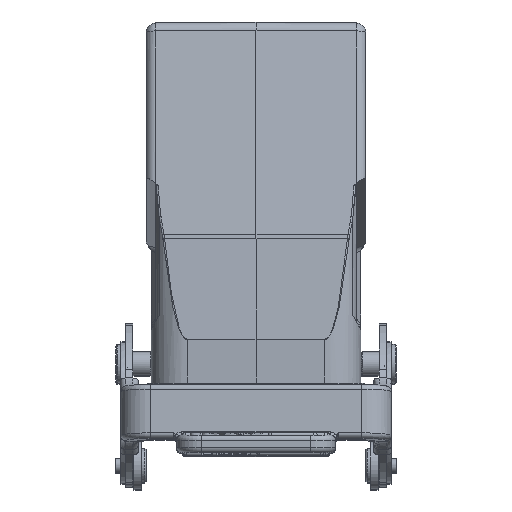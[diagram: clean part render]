
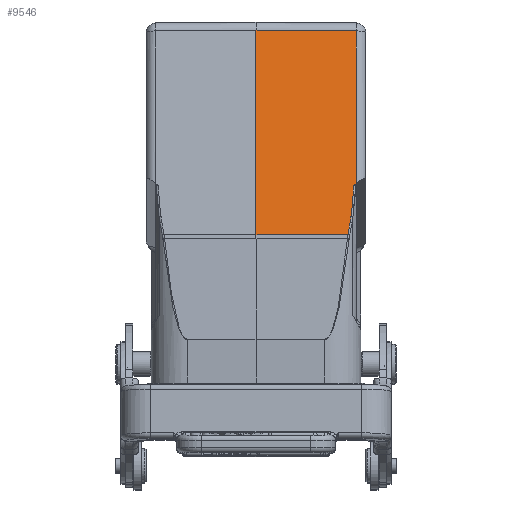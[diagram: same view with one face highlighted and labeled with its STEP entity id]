
A CAD part, top view. The second image highlights one B-rep face of the part: STEP entity #9546.
In plain terms, the highlighted planar face has unit normal (0.009, 0.174, 0.985).
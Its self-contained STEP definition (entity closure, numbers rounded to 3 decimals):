
#8489=ELLIPSE('',#36898,40.313,7.);
#9546=ADVANCED_FACE('',(#11932),#10714,.T.);
#10714=PLANE('',#36899);
#11932=FACE_OUTER_BOUND('',#13645,.T.);
#13645=EDGE_LOOP('',(#24048,#24049,#24050,#24051,#24052,#24053,#24054));
#16253=LINE('',#54346,#18634);
#16434=LINE('',#54833,#18815);
#16474=LINE('',#55105,#18855);
#16475=LINE('',#55144,#18856);
#16476=LINE('',#55146,#18857);
#18634=VECTOR('',#42029,1.);
#18815=VECTOR('',#42434,1.);
#18855=VECTOR('',#42584,1.);
#18856=VECTOR('',#42593,1.);
#18857=VECTOR('',#42594,1.);
#24048=ORIENTED_EDGE('',*,*,#32812,.F.);
#24049=ORIENTED_EDGE('',*,*,#32809,.F.);
#24050=ORIENTED_EDGE('',*,*,#32730,.T.);
#24051=ORIENTED_EDGE('',*,*,#32814,.F.);
#24052=ORIENTED_EDGE('',*,*,#32815,.F.);
#24053=ORIENTED_EDGE('',*,*,#32510,.T.);
#24054=ORIENTED_EDGE('',*,*,#32813,.F.);
#29234=VERTEX_POINT('',#54326);
#29235=VERTEX_POINT('',#54347);
#29384=VERTEX_POINT('',#54832);
#29385=VERTEX_POINT('',#54834);
#29434=VERTEX_POINT('',#55106);
#29435=VERTEX_POINT('',#55128);
#29436=VERTEX_POINT('',#55145);
#32510=EDGE_CURVE('',#29235,#29234,#16253,.T.);
#32730=EDGE_CURVE('',#29385,#29384,#16434,.T.);
#32809=EDGE_CURVE('',#29385,#29434,#16474,.T.);
#32812=EDGE_CURVE('',#29434,#29435,#34961,.T.);
#32813=EDGE_CURVE('',#29435,#29234,#8489,.T.);
#32814=EDGE_CURVE('',#29436,#29384,#16475,.T.);
#32815=EDGE_CURVE('',#29235,#29436,#16476,.T.);
#34961=CIRCLE('',#36896,62.334);
#36896=AXIS2_PLACEMENT_3D('',#55129,#42587,#42588);
#36898=AXIS2_PLACEMENT_3D('',#55131,#42591,#42592);
#36899=AXIS2_PLACEMENT_3D('',#55147,#42595,#42596);
#42029=DIRECTION('',(1.,-0.001,-0.009));
#42434=DIRECTION('',(0.,0.985,-0.174));
#42584=DIRECTION('',(-0.762,-0.637,0.119));
#42587=DIRECTION('',(-0.009,-0.174,-0.985));
#42588=DIRECTION('',(0.,-0.985,0.174));
#42591=DIRECTION('',(-0.009,-0.174,-0.985));
#42592=DIRECTION('',(0.002,-0.985,0.174));
#42593=DIRECTION('',(1.,-0.009,-0.007));
#42594=DIRECTION('',(0.,0.985,-0.174));
#42595=DIRECTION('',(0.009,0.174,0.985));
#42596=DIRECTION('',(0.,-0.985,0.174));
#54326=CARTESIAN_POINT('',(18.848,-22.176,57.924));
#54346=CARTESIAN_POINT('',(0.017,-22.155,58.087));
#54347=CARTESIAN_POINT('',(0.,-22.155,58.087));
#54832=CARTESIAN_POINT('',(20.517,19.584,50.546));
#54833=CARTESIAN_POINT('',(20.517,-11.704,56.062));
#54834=CARTESIAN_POINT('',(20.517,-11.704,56.062));
#55105=CARTESIAN_POINT('',(20.517,-11.704,56.062));
#55106=CARTESIAN_POINT('',(19.963,-12.168,56.149));
#55128=CARTESIAN_POINT('',(19.449,-18.497,57.27));
#55129=CARTESIAN_POINT('',(-42.346,-10.389,56.388));
#55131=CARTESIAN_POINT('',(14.004,6.729,52.87));
#55144=CARTESIAN_POINT('',(-0.012,19.763,50.696));
#55145=CARTESIAN_POINT('',(0.,19.763,50.696));
#55146=CARTESIAN_POINT('',(0.,-22.153,58.087));
#55147=CARTESIAN_POINT('',(0.,21.415,50.404));
